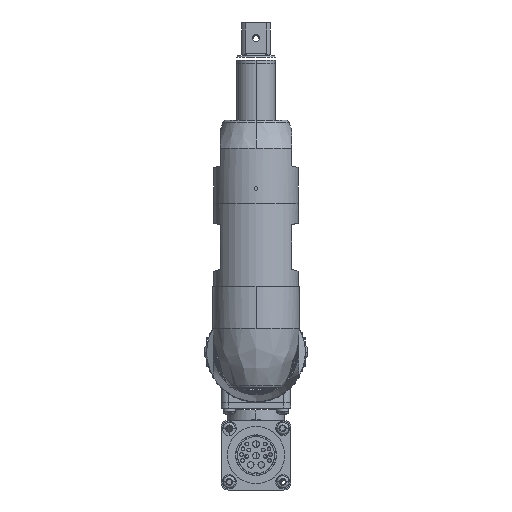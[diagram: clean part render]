
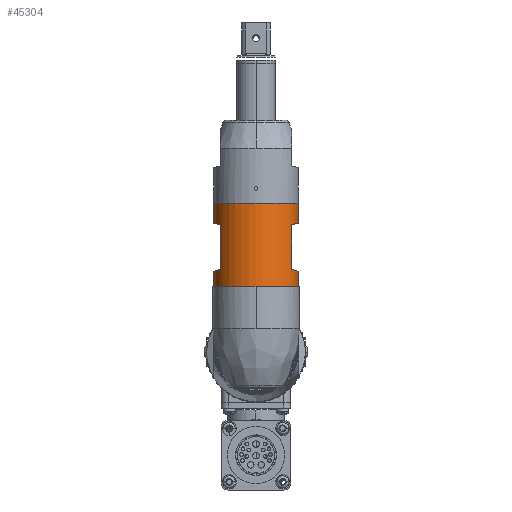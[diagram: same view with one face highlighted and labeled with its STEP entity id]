
A CAD part, left-side view. The second image highlights one B-rep face of the part: STEP entity #45304.
In plain terms, the highlighted cylindrical face has radius 18.86 mm (diameter 37.719 mm), a partial arc.
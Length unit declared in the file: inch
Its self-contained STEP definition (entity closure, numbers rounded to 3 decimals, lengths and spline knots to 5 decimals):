
#45115=DIRECTION('',(0.,0.,1.));
#45116=VECTOR('',#45115,0.34258);
#45117=CARTESIAN_POINT('',(-11.2325,0.7475,2.26242));
#45118=LINE('',#45117,#45116);
#45119=CARTESIAN_POINT('',(-11.2325,0.005,2.605));
#45120=DIRECTION('',(0.,0.,1.));
#45121=DIRECTION('',(0.,1.,0.));
#45122=AXIS2_PLACEMENT_3D('',#45119,#45120,#45121);
#45124=CARTESIAN_POINT('',(-11.2325,0.005,1.152));
#45125=DIRECTION('',(0.,0.,-1.));
#45126=DIRECTION('',(0.,-1.,0.));
#45127=AXIS2_PLACEMENT_3D('',#45124,#45125,#45126);
#45129=DIRECTION('',(0.,0.,1.));
#45130=VECTOR('',#45129,0.26458);
#45131=CARTESIAN_POINT('',(-11.2325,0.7475,1.152));
#45132=LINE('',#45131,#45130);
#45133=CARTESIAN_POINT('',(-11.2325,0.7475,1.41658));
#45134=CARTESIAN_POINT('',(-11.26955,0.7475,1.41658));
#45135=CARTESIAN_POINT('',(-11.34192,0.74199,
1.41805));
#45136=CARTESIAN_POINT('',(-11.44573,0.71884,
1.42426));
#45137=CARTESIAN_POINT('',(-11.545,0.68134,
1.43431));
#45138=CARTESIAN_POINT('',(-11.60807,0.64656,
1.44362));
#45139=CARTESIAN_POINT('',(-11.63876,0.6265,1.449));
#45154=DIRECTION('',(0.,0.,1.));
#45155=VECTOR('',#45154,0.26458);
#45156=CARTESIAN_POINT('',(-11.2325,-0.7375,1.152));
#45157=LINE('',#45156,#45155);
#45158=DIRECTION('',(0.,0.,1.));
#45159=VECTOR('',#45158,0.34258);
#45160=CARTESIAN_POINT('',(-11.2325,-0.7375,2.26242));
#45161=LINE('',#45160,#45159);
#45167=CARTESIAN_POINT('',(-11.63876,-0.6165,1.449));
#45168=CARTESIAN_POINT('',(-11.60807,-0.63656,
1.44362));
#45169=CARTESIAN_POINT('',(-11.545,-0.67134,
1.43431));
#45170=CARTESIAN_POINT('',(-11.44573,-0.70884,
1.42426));
#45171=CARTESIAN_POINT('',(-11.34192,-0.73199,
1.41805));
#45172=CARTESIAN_POINT('',(-11.26955,-0.7375,1.41658));
#45173=CARTESIAN_POINT('',(-11.2325,-0.7375,1.41658));
#45187=DIRECTION('',(0.,0.,1.));
#45188=VECTOR('',#45187,0.781);
#45189=CARTESIAN_POINT('',(-11.63876,-0.6165,1.449));
#45190=LINE('',#45189,#45188);
#45199=CARTESIAN_POINT('',(-11.63876,-0.6165,2.23));
#45200=CARTESIAN_POINT('',(-11.60807,-0.63656,
2.23538));
#45201=CARTESIAN_POINT('',(-11.545,-0.67134,
2.24469));
#45202=CARTESIAN_POINT('',(-11.44573,-0.70884,
2.25474));
#45203=CARTESIAN_POINT('',(-11.34192,-0.73199,
2.26095));
#45204=CARTESIAN_POINT('',(-11.26955,-0.7375,2.26242));
#45205=CARTESIAN_POINT('',(-11.2325,-0.7375,2.26242));
#45215=CARTESIAN_POINT('',(-11.2325,0.7475,2.26242));
#45216=CARTESIAN_POINT('',(-11.26955,0.7475,2.26242));
#45217=CARTESIAN_POINT('',(-11.34192,0.74199,
2.26095));
#45218=CARTESIAN_POINT('',(-11.44573,0.71884,
2.25474));
#45219=CARTESIAN_POINT('',(-11.545,0.68134,
2.24469));
#45220=CARTESIAN_POINT('',(-11.60807,0.64656,
2.23538));
#45221=CARTESIAN_POINT('',(-11.63876,0.6265,2.23));
#45235=DIRECTION('',(0.,0.,1.));
#45236=VECTOR('',#45235,0.781);
#45237=CARTESIAN_POINT('',(-11.63876,0.6265,1.449));
#45238=LINE('',#45237,#45236);
#45247=CARTESIAN_POINT('',(-11.2325,0.7475,2.605));
#45248=CARTESIAN_POINT('',(-11.2325,-0.7375,2.605));
#45249=VERTEX_POINT('',#45247);
#45250=VERTEX_POINT('',#45248);
#45251=CARTESIAN_POINT('',(-11.2325,-0.7375,1.152));
#45252=CARTESIAN_POINT('',(-11.2325,0.7475,1.152));
#45253=VERTEX_POINT('',#45251);
#45254=VERTEX_POINT('',#45252);
#45255=VERTEX_POINT('',#45133);
#45256=VERTEX_POINT('',#45139);
#45257=CARTESIAN_POINT('',(-11.63876,0.6265,2.23));
#45258=VERTEX_POINT('',#45257);
#45259=CARTESIAN_POINT('',(-11.63876,-0.6165,1.449));
#45260=CARTESIAN_POINT('',(-11.63876,-0.6165,2.23));
#45261=VERTEX_POINT('',#45259);
#45262=VERTEX_POINT('',#45260);
#45263=VERTEX_POINT('',#45173);
#45271=VERTEX_POINT('',#45215);
#45272=VERTEX_POINT('',#45205);
#45273=CARTESIAN_POINT('',(-11.2325,0.005,0.952));
#45274=DIRECTION('',(0.,0.,1.));
#45275=DIRECTION('',(0.,1.,0.));
#45276=AXIS2_PLACEMENT_3D('',#45273,#45274,#45275);
#45277=CYLINDRICAL_SURFACE('',#45276,0.7425);
#45279=ORIENTED_EDGE('',*,*,#45278,.T.);
#45281=ORIENTED_EDGE('',*,*,#45280,.T.);
#45283=ORIENTED_EDGE('',*,*,#45282,.F.);
#45285=ORIENTED_EDGE('',*,*,#45284,.T.);
#45287=ORIENTED_EDGE('',*,*,#45286,.T.);
#45289=ORIENTED_EDGE('',*,*,#45288,.F.);
#45291=ORIENTED_EDGE('',*,*,#45290,.F.);
#45293=ORIENTED_EDGE('',*,*,#45292,.F.);
#45295=ORIENTED_EDGE('',*,*,#45294,.T.);
#45297=ORIENTED_EDGE('',*,*,#45296,.F.);
#45299=ORIENTED_EDGE('',*,*,#45298,.T.);
#45301=ORIENTED_EDGE('',*,*,#45300,.T.);
#45302=EDGE_LOOP('',(#45279,#45281,#45283,#45285,#45287,#45289,#45291,#45293,
#45295,#45297,#45299,#45301));
#45303=FACE_OUTER_BOUND('',#45302,.F.);
#45304=ADVANCED_FACE('',(#45303),#45277,.T.);
#45123=CIRCLE('',#45122,0.7425);
#45128=CIRCLE('',#45127,0.7425);
#45140=B_SPLINE_CURVE_WITH_KNOTS('',3,(#45133,#45134,#45135,#45136,#45137,
#45138,#45139),.UNSPECIFIED.,.F.,.F.,(4,1,1,1,4),(0.,0.25,0.5,0.75,
1.),.UNSPECIFIED.);
#45174=B_SPLINE_CURVE_WITH_KNOTS('',3,(#45167,#45168,#45169,#45170,#45171,
#45172,#45173),.UNSPECIFIED.,.F.,.F.,(4,1,1,1,4),(0.,0.25,0.5,0.75,
1.),.UNSPECIFIED.);
#45206=B_SPLINE_CURVE_WITH_KNOTS('',3,(#45199,#45200,#45201,#45202,#45203,
#45204,#45205),.UNSPECIFIED.,.F.,.F.,(4,1,1,1,4),(0.,0.25,0.5,0.75,
1.),.UNSPECIFIED.);
#45222=B_SPLINE_CURVE_WITH_KNOTS('',3,(#45215,#45216,#45217,#45218,#45219,
#45220,#45221),.UNSPECIFIED.,.F.,.F.,(4,1,1,1,4),(0.,0.25,0.5,0.75,
1.),.UNSPECIFIED.);
#45278=EDGE_CURVE('',#45255,#45256,#45140,.T.);
#45280=EDGE_CURVE('',#45256,#45258,#45238,.T.);
#45282=EDGE_CURVE('',#45271,#45258,#45222,.T.);
#45284=EDGE_CURVE('',#45271,#45249,#45118,.T.);
#45286=EDGE_CURVE('',#45249,#45250,#45123,.T.);
#45288=EDGE_CURVE('',#45272,#45250,#45161,.T.);
#45290=EDGE_CURVE('',#45262,#45272,#45206,.T.);
#45292=EDGE_CURVE('',#45261,#45262,#45190,.T.);
#45294=EDGE_CURVE('',#45261,#45263,#45174,.T.);
#45296=EDGE_CURVE('',#45253,#45263,#45157,.T.);
#45298=EDGE_CURVE('',#45253,#45254,#45128,.T.);
#45300=EDGE_CURVE('',#45254,#45255,#45132,.T.);
